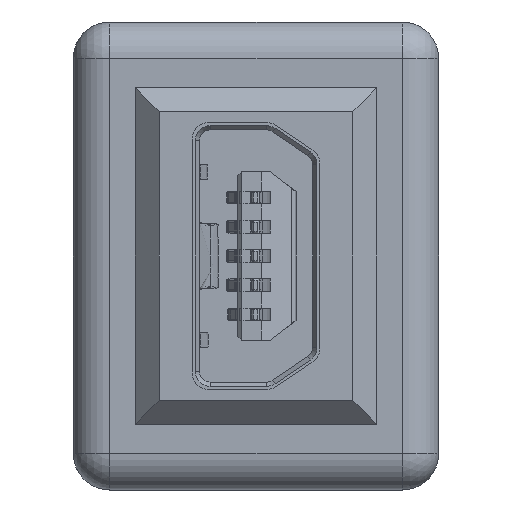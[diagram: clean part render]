
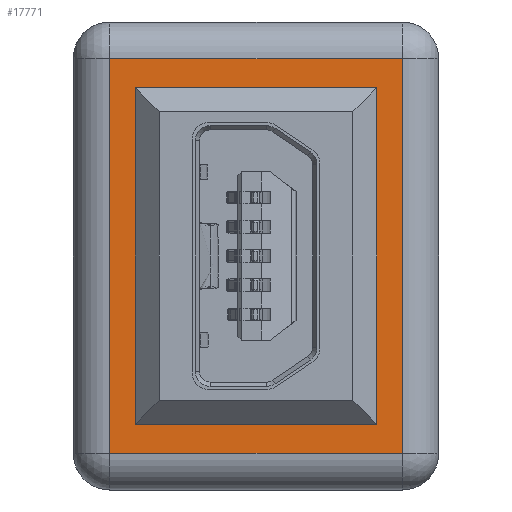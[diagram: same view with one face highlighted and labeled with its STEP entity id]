
A CAD part, left-side view. The second image highlights one B-rep face of the part: STEP entity #17771.
In plain terms, the highlighted face is planar.
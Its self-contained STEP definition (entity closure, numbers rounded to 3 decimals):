
#16 = DIRECTION ( 'NONE',  ( 0., -1., 0. ) ) ;
#582 = CIRCLE ( 'NONE', #12297, 0.5 ) ;
#1290 = CARTESIAN_POINT ( 'NONE',  ( 9.6, 6.75, 0. ) ) ;
#1484 = LINE ( 'NONE', #25445, #37636 ) ;
#1651 = EDGE_CURVE ( 'NONE', #34310, #31137, #4148, .T. ) ;
#1768 = LINE ( 'NONE', #40654, #18732 ) ;
#1951 = DIRECTION ( 'NONE',  ( -1., 0., 0. ) ) ;
#3003 = DIRECTION ( 'NONE',  ( -1., 0., 0. ) ) ;
#3076 = CARTESIAN_POINT ( 'NONE',  ( 8.901, 3.75, 0. ) ) ;
#3089 = DIRECTION ( 'NONE',  ( -1., 0., 0. ) ) ;
#3136 = CARTESIAN_POINT ( 'NONE',  ( 3.485, 3.47, 0. ) ) ;
#3832 = CARTESIAN_POINT ( 'NONE',  ( 9.315, 3.47, 0. ) ) ;
#4148 = LINE ( 'NONE', #36105, #18345 ) ;
#4707 = DIRECTION ( 'NONE',  ( 0.56, -0.829, 0. ) ) ;
#7627 = DIRECTION ( 'NONE',  ( 0.56, 0.829, 0. ) ) ;
#7853 = EDGE_CURVE ( 'NONE', #32770, #14391, #24953, .T. ) ;
#7878 = DIRECTION ( 'NONE',  ( 0., 1., 0. ) ) ;
#8024 = VECTOR ( 'NONE', #34107, 1000. ) ;
#8182 = CARTESIAN_POINT ( 'NONE',  ( 9.964, 4.432, 0. ) ) ;
#8630 = VECTOR ( 'NONE', #16, 1000. ) ;
#9179 = CARTESIAN_POINT ( 'NONE',  ( 11.8, 9., 0. ) ) ;
#9356 = EDGE_CURVE ( 'NONE', #17725, #37022, #39127, .T. ) ;
#9829 = CARTESIAN_POINT ( 'NONE',  ( 10.05, 6.3, 0. ) ) ;
#10203 = LINE ( 'NONE', #29163, #42521 ) ;
#10475 = AXIS2_PLACEMENT_3D ( 'NONE', #41964, #38438, #45365 ) ;
#11055 = VERTEX_POINT ( 'NONE', #34987 ) ;
#11274 = EDGE_CURVE ( 'NONE', #31137, #17725, #1768, .T. ) ;
#11759 = DIRECTION ( 'NONE',  ( 1., 0., 0. ) ) ;
#12028 = EDGE_CURVE ( 'NONE', #31895, #25772, #37343, .T. ) ;
#12116 = LINE ( 'NONE', #30894, #26309 ) ;
#12297 = AXIS2_PLACEMENT_3D ( 'NONE', #3076, #37357, #30728 ) ;
#12403 = CARTESIAN_POINT ( 'NONE',  ( 8.901, 3.25, 0. ) ) ;
#12452 = VERTEX_POINT ( 'NONE', #1290 ) ;
#12637 = CARTESIAN_POINT ( 'NONE',  ( 1., 1., 0. ) ) ;
#12789 = EDGE_CURVE ( 'NONE', #22377, #12452, #22475, .T. ) ;
#12961 = VERTEX_POINT ( 'NONE', #40825 ) ;
#13479 = FACE_OUTER_BOUND ( 'NONE', #25224, .T. ) ;
#13845 = CARTESIAN_POINT ( 'NONE',  ( 11.8, 1., 0. ) ) ;
#13994 = FACE_BOUND ( 'NONE', #25652, .T. ) ;
#14020 = ORIENTED_EDGE ( 'NONE', *, *, #44650, .T. ) ;
#14220 = DIRECTION ( 'NONE',  ( 0., -1., 0. ) ) ;
#14391 = VERTEX_POINT ( 'NONE', #8182 ) ;
#14508 = ORIENTED_EDGE ( 'NONE', *, *, #12028, .T. ) ;
#14918 = VERTEX_POINT ( 'NONE', #12403 ) ;
#15002 = ORIENTED_EDGE ( 'NONE', *, *, #18172, .T. ) ;
#15297 = EDGE_CURVE ( 'NONE', #14391, #42519, #19145, .T. ) ;
#15796 = ORIENTED_EDGE ( 'NONE', *, *, #31777, .T. ) ;
#16359 = CARTESIAN_POINT ( 'NONE',  ( 10.05, 4.712, 0. ) ) ;
#17175 = CIRCLE ( 'NONE', #18247, 0.5 ) ;
#17725 = VERTEX_POINT ( 'NONE', #31215 ) ;
#17771 = ADVANCED_FACE ( 'NONE', ( #13479, #13994 ), #21276, .T. ) ;
#18172 = EDGE_CURVE ( 'NONE', #11055, #36087, #40919, .T. ) ;
#18247 = AXIS2_PLACEMENT_3D ( 'NONE', #34046, #41274, #3003 ) ;
#18345 = VECTOR ( 'NONE', #43434, 1000. ) ;
#18732 = VECTOR ( 'NONE', #44162, 1000. ) ;
#19145 = CIRCLE ( 'NONE', #30569, 0.5 ) ;
#19373 = VECTOR ( 'NONE', #4707, 1000. ) ;
#19604 = ORIENTED_EDGE ( 'NONE', *, *, #15297, .T. ) ;
#20003 = CARTESIAN_POINT ( 'NONE',  ( 11.8, 9., 0. ) ) ;
#20970 = CARTESIAN_POINT ( 'NONE',  ( 11.8, 1., 0. ) ) ;
#21223 = VECTOR ( 'NONE', #14220, 1000. ) ;
#21276 = PLANE ( 'NONE',  #10475 ) ;
#21670 = CARTESIAN_POINT ( 'NONE',  ( 9.6, 6.3, 0. ) ) ;
#22377 = VERTEX_POINT ( 'NONE', #9829 ) ;
#22475 = CIRCLE ( 'NONE', #26999, 0.45 ) ;
#23053 = DIRECTION ( 'NONE',  ( -1., 0., 0. ) ) ;
#23583 = ORIENTED_EDGE ( 'NONE', *, *, #44386, .T. ) ;
#24953 = LINE ( 'NONE', #3832, #44753 ) ;
#25224 = EDGE_LOOP ( 'NONE', ( #42557, #30198, #39323, #26400 ) ) ;
#25445 = CARTESIAN_POINT ( 'NONE',  ( 10.05, 4.712, 0. ) ) ;
#25652 = EDGE_LOOP ( 'NONE', ( #29647, #38493, #14508, #32840, #15002, #23583, #14020, #26035, #15796, #43590, #19604, #29553 ) ) ;
#25721 = CARTESIAN_POINT ( 'NONE',  ( 2.836, 4.432, 0. ) ) ;
#25739 = EDGE_CURVE ( 'NONE', #42519, #22377, #1484, .T. ) ;
#25772 = VERTEX_POINT ( 'NONE', #39584 ) ;
#26035 = ORIENTED_EDGE ( 'NONE', *, *, #35080, .T. ) ;
#26272 = EDGE_CURVE ( 'NONE', #12452, #31895, #12116, .T. ) ;
#26309 = VECTOR ( 'NONE', #3089, 1000. ) ;
#26400 = ORIENTED_EDGE ( 'NONE', *, *, #1651, .T. ) ;
#26999 = AXIS2_PLACEMENT_3D ( 'NONE', #21670, #38986, #1951 ) ;
#27987 = VERTEX_POINT ( 'NONE', #3136 ) ;
#28632 = VECTOR ( 'NONE', #29514, 1000. ) ;
#29163 = CARTESIAN_POINT ( 'NONE',  ( 3.899, 3.25, 0. ) ) ;
#29393 = LINE ( 'NONE', #38586, #21223 ) ;
#29514 = DIRECTION ( 'NONE',  ( 1., 0., 0. ) ) ;
#29553 = ORIENTED_EDGE ( 'NONE', *, *, #25739, .T. ) ;
#29647 = ORIENTED_EDGE ( 'NONE', *, *, #12789, .T. ) ;
#30198 = ORIENTED_EDGE ( 'NONE', *, *, #9356, .T. ) ;
#30569 = AXIS2_PLACEMENT_3D ( 'NONE', #32222, #32526, #36252 ) ;
#30728 = DIRECTION ( 'NONE',  ( -1., 0., 0. ) ) ;
#30894 = CARTESIAN_POINT ( 'NONE',  ( 9.6, 6.75, 0. ) ) ;
#31137 = VERTEX_POINT ( 'NONE', #12637 ) ;
#31215 = CARTESIAN_POINT ( 'NONE',  ( 1., 9., 0. ) ) ;
#31465 = CARTESIAN_POINT ( 'NONE',  ( 3.2, 6.75, 0. ) ) ;
#31777 = EDGE_CURVE ( 'NONE', #14918, #32770, #582, .T. ) ;
#31895 = VERTEX_POINT ( 'NONE', #31465 ) ;
#32222 = CARTESIAN_POINT ( 'NONE',  ( 9.55, 4.712, 0. ) ) ;
#32526 = DIRECTION ( 'NONE',  ( 0., 0., 1. ) ) ;
#32770 = VERTEX_POINT ( 'NONE', #43997 ) ;
#32840 = ORIENTED_EDGE ( 'NONE', *, *, #34014, .T. ) ;
#33957 = EDGE_CURVE ( 'NONE', #37022, #34310, #37692, .T. ) ;
#34014 = EDGE_CURVE ( 'NONE', #25772, #11055, #29393, .T. ) ;
#34046 = CARTESIAN_POINT ( 'NONE',  ( 3.899, 3.75, 0. ) ) ;
#34107 = DIRECTION ( 'NONE',  ( 0.293, -0.956, 0. ) ) ;
#34310 = VERTEX_POINT ( 'NONE', #13845 ) ;
#34987 = CARTESIAN_POINT ( 'NONE',  ( 2.75, 4.712, 0. ) ) ;
#35080 = EDGE_CURVE ( 'NONE', #12961, #14918, #10203, .T. ) ;
#35214 = AXIS2_PLACEMENT_3D ( 'NONE', #44045, #40535, #23053 ) ;
#36071 = CARTESIAN_POINT ( 'NONE',  ( 2.836, 4.432, 0. ) ) ;
#36087 = VERTEX_POINT ( 'NONE', #25721 ) ;
#36105 = CARTESIAN_POINT ( 'NONE',  ( 1., 1., 0. ) ) ;
#36252 = DIRECTION ( 'NONE',  ( -1., 0., 0. ) ) ;
#37022 = VERTEX_POINT ( 'NONE', #20003 ) ;
#37343 = CIRCLE ( 'NONE', #35214, 0.45 ) ;
#37357 = DIRECTION ( 'NONE',  ( 0., 0., 1. ) ) ;
#37636 = VECTOR ( 'NONE', #7878, 1000. ) ;
#37692 = LINE ( 'NONE', #20970, #8630 ) ;
#38012 = LINE ( 'NONE', #36071, #19373 ) ;
#38438 = DIRECTION ( 'NONE',  ( 0., 0., -1. ) ) ;
#38493 = ORIENTED_EDGE ( 'NONE', *, *, #26272, .T. ) ;
#38586 = CARTESIAN_POINT ( 'NONE',  ( 2.75, 6.3, 0. ) ) ;
#38986 = DIRECTION ( 'NONE',  ( 0., 0., 1. ) ) ;
#39127 = LINE ( 'NONE', #9179, #28632 ) ;
#39323 = ORIENTED_EDGE ( 'NONE', *, *, #33957, .T. ) ;
#39584 = CARTESIAN_POINT ( 'NONE',  ( 2.75, 6.3, 0. ) ) ;
#40535 = DIRECTION ( 'NONE',  ( 0., 0., 1. ) ) ;
#40654 = CARTESIAN_POINT ( 'NONE',  ( 1., 9., 0. ) ) ;
#40825 = CARTESIAN_POINT ( 'NONE',  ( 3.899, 3.25, 0. ) ) ;
#40919 = LINE ( 'NONE', #43927, #8024 ) ;
#41274 = DIRECTION ( 'NONE',  ( 0., 0., 1. ) ) ;
#41964 = CARTESIAN_POINT ( 'NONE',  ( 0., 0., 0. ) ) ;
#42519 = VERTEX_POINT ( 'NONE', #16359 ) ;
#42521 = VECTOR ( 'NONE', #11759, 1000. ) ;
#42557 = ORIENTED_EDGE ( 'NONE', *, *, #11274, .T. ) ;
#43434 = DIRECTION ( 'NONE',  ( -1., 0., 0. ) ) ;
#43590 = ORIENTED_EDGE ( 'NONE', *, *, #7853, .T. ) ;
#43927 = CARTESIAN_POINT ( 'NONE',  ( 2.75, 4.712, 0. ) ) ;
#43997 = CARTESIAN_POINT ( 'NONE',  ( 9.315, 3.47, 0. ) ) ;
#44045 = CARTESIAN_POINT ( 'NONE',  ( 3.2, 6.3, 0. ) ) ;
#44162 = DIRECTION ( 'NONE',  ( 0., 1., 0. ) ) ;
#44386 = EDGE_CURVE ( 'NONE', #36087, #27987, #38012, .T. ) ;
#44650 = EDGE_CURVE ( 'NONE', #27987, #12961, #17175, .T. ) ;
#44753 = VECTOR ( 'NONE', #7627, 1000. ) ;
#45365 = DIRECTION ( 'NONE',  ( -1., 0., 0. ) ) ;
